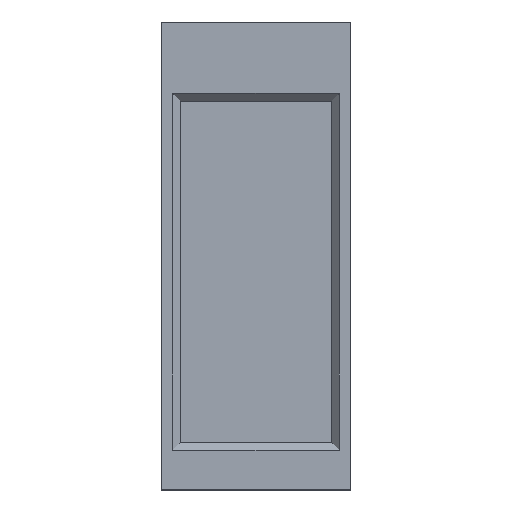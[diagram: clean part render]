
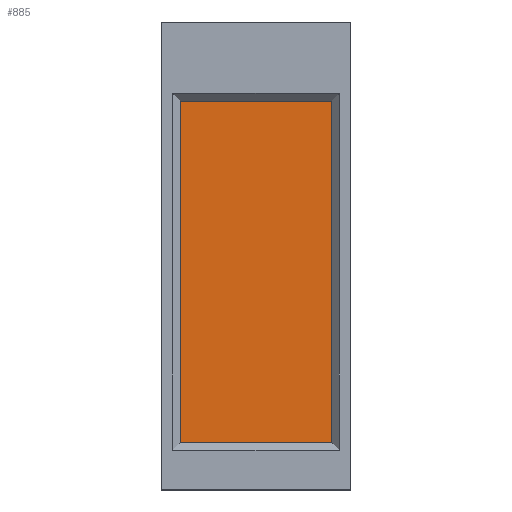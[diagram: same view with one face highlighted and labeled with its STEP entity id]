
A CAD part, top view. The second image highlights one B-rep face of the part: STEP entity #885.
In plain terms, the highlighted planar face has unit normal (0, 0, 1).
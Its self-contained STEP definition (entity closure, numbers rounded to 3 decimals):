
#611 = VERTEX_POINT('',#612);
#612 = CARTESIAN_POINT('',(-7.,-15.,-0.8));
#618 = EDGE_CURVE('',#619,#611,#621,.T.);
#619 = VERTEX_POINT('',#620);
#620 = CARTESIAN_POINT('',(-7.,15.,-0.8));
#621 = LINE('',#622,#623);
#622 = CARTESIAN_POINT('',(-7.,15.,-0.8));
#623 = VECTOR('',#624,1.);
#624 = DIRECTION('',(0.,-1.,0.));
#674 = VERTEX_POINT('',#675);
#675 = CARTESIAN_POINT('',(7.,15.,-0.8));
#681 = EDGE_CURVE('',#682,#674,#684,.T.);
#682 = VERTEX_POINT('',#683);
#683 = CARTESIAN_POINT('',(7.,-15.,-0.8));
#684 = LINE('',#685,#686);
#685 = CARTESIAN_POINT('',(7.,-15.,-0.8));
#686 = VECTOR('',#687,1.);
#687 = DIRECTION('',(0.,1.,0.));
#873 = EDGE_CURVE('',#611,#682,#874,.T.);
#874 = LINE('',#875,#876);
#875 = CARTESIAN_POINT('',(-7.,-15.,-0.8));
#876 = VECTOR('',#877,1.);
#877 = DIRECTION('',(1.,0.,0.));
#885 = ADVANCED_FACE('',(#886),#897,.T.);
#886 = FACE_BOUND('',#887,.T.);
#887 = EDGE_LOOP('',(#888,#889,#890,#891));
#888 = ORIENTED_EDGE('',*,*,#618,.T.);
#889 = ORIENTED_EDGE('',*,*,#873,.T.);
#890 = ORIENTED_EDGE('',*,*,#681,.T.);
#891 = ORIENTED_EDGE('',*,*,#892,.T.);
#892 = EDGE_CURVE('',#674,#619,#893,.T.);
#893 = LINE('',#894,#895);
#894 = CARTESIAN_POINT('',(7.,15.,-0.8));
#895 = VECTOR('',#896,1.);
#896 = DIRECTION('',(-1.,0.,0.));
#897 = PLANE('',#898);
#898 = AXIS2_PLACEMENT_3D('',#899,#900,#901);
#899 = CARTESIAN_POINT('',(0.,0.,-0.8));
#900 = DIRECTION('',(0.,0.,1.));
#901 = DIRECTION('',(1.,0.,0.));
